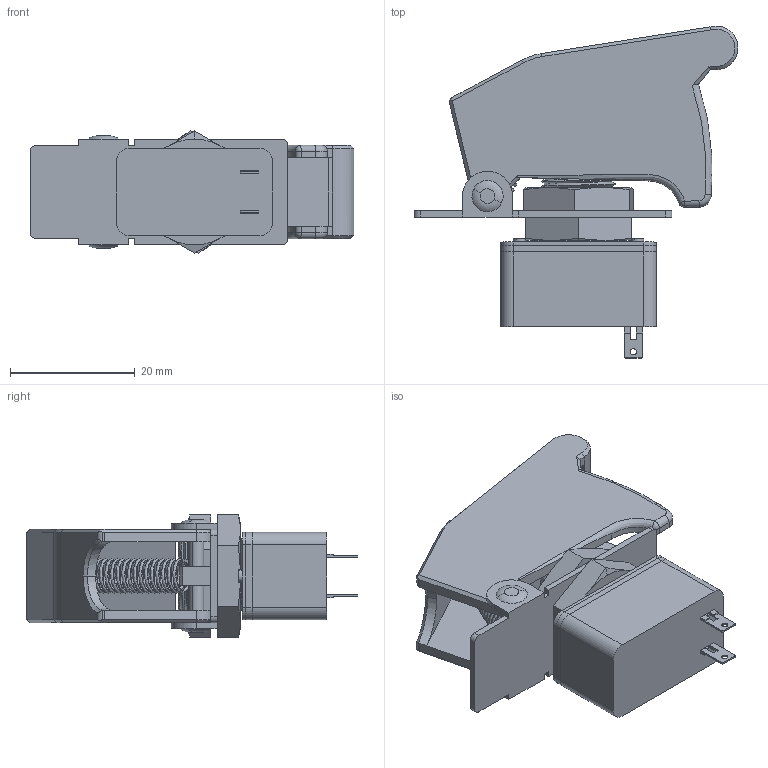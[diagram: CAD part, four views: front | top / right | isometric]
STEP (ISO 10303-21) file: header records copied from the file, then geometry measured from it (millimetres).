
FILE_DESCRIPTION (( 'STEP AP203' ), '1' );
FILE_NAME ('Toggle Switch.STEP', '2018-12-23T12:11:07', ( '' ), ( '' ), 'SwSTEP 2.0', 'SolidWorks 2017', '' );
FILE_SCHEMA (( 'CONFIG_CONTROL_DESIGN' ));
Length unit declared in the file: millimetre
Products named in the file (14): Switch Cover Pièce2; small hex thin nuts-fine pitch thread gb_GB_FASTENER_NUT_SSFNTT M12X1.25-N; Switch Cover Pièce1; Toggle Switch Pièce9; Toggle Switch Pièce1; Toggle Switch Pièce10; Toggle Switch Pièce2; Toggle Switch; Toggle Switch Pièce3; Toggle Switch Pièce4; Toggle Switch Pièce5; Toggle Switch Pièce8; Toggle Switch Pièce6
Assembly tree (16 placements, depth 3):
  Toggle Switch
    Switch Cover Pièce2
    Switch Cover Pièce1
    Toggle Switch
      Toggle Switch Pièce1
      Toggle Switch Pièce2
      Toggle Switch Pièce3
      Toggle Switch Pièce4  x2
      Toggle Switch Pièce5
      Toggle Switch Pièce6
      Toggle Switch Pièce8  x2
    small hex thin nuts-fine pitch thread gb_GB_FASTENER_NUT_SSFNTT M12X1.25-N  x2
    Toggle Switch Pièce9
    Toggle Switch Pièce10
Bounding box: 51.99 x 53.26 x 19.63 mm (x, y, z)
Volume: 14067.7 mm3; surface area: 14652.3 mm2
Topology: 15 solids, 15 shells, 433 faces, 1130 edges, 724 vertices
Faces by surface type: plane 164, cylinder 149, bspline 65, cone 39, torus 8, sphere 8
Entity records: 68849 total; most frequent: CARTESIAN_POINT 58468, ORIENTED_EDGE 2040, DIRECTION 1606, EDGE_CURVE 1020, VERTEX_POINT 659, AXIS2_PLACEMENT_3D 558, VECTOR 490, LINE 490
